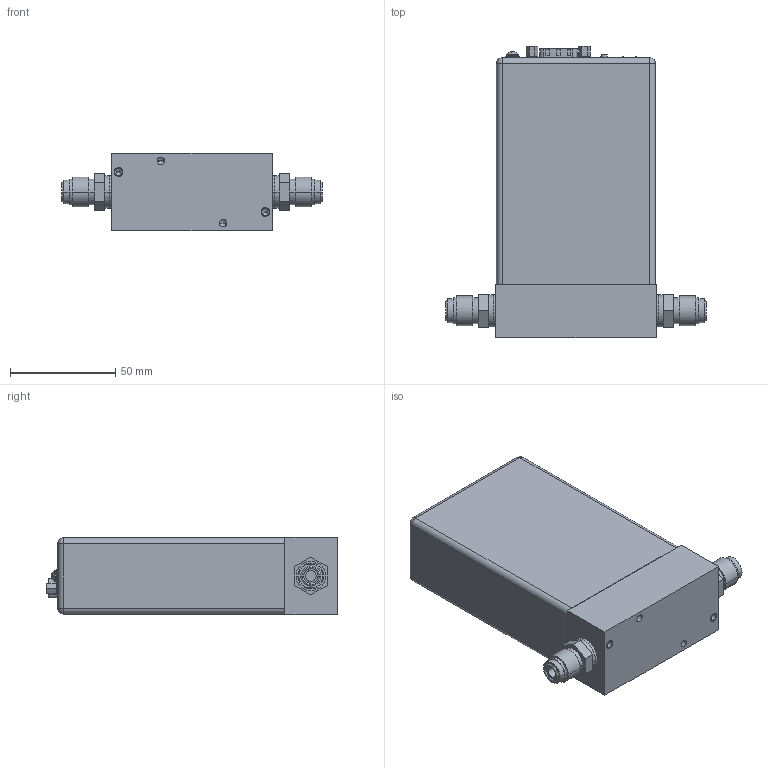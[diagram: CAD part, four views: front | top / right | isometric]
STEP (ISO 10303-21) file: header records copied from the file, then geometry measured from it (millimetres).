
FILE_DESCRIPTION((''),'2;1');
FILE_NAME('1043289_STP_ASM','2012-01-18T',('cockrofm'),('MKS Instruments, Inc.'),'PRO/ENGINEER BY PARAMETRIC TECHNOLOGY CORPORATION, 2009060','PRO/ENGINEER BY PARAMETRIC TECHNOLOGY CORPORATION, 2009060','');
FILE_SCHEMA(('CONFIG_CONTROL_DESIGN'));
Length unit declared in the file: inch
Products named in the file (20): 118281_FLOWBODY; 1041615_PWB; 110-8017_CONN-2POS-SINGLE; 1041767_LED; 110-0187-3-PIN-HEADER; 1041769_LED; 072-8550_MJTP1236E; 1038688_CONN_RJ45; 1036797; 1041616_MAIN_PWR-BD_ASM; 1042667-001_RS-485_ASM; 120566_BLOCK-BRCKT-MNT; 1041562_ENCLOSURE_SOLID-TOP; 185-7810_LCKWSHR; 116176_FERRULE; 116407-P1; 160-6418; 1016309-003; 1011702-002_4-40_PAN-HD-SEMS; 1043289_STP_ASM
Assembly tree (26 placements, depth 4):
  1043289_STP_ASM
    118281_FLOWBODY
    1042667-001_RS-485_ASM
      1041616_MAIN_PWR-BD_ASM
        1041615_PWB
        110-8017_CONN-2POS-SINGLE
        1041767_LED
        110-0187-3-PIN-HEADER
        1041769_LED
        072-8550_MJTP1236E
        1038688_CONN_RJ45
        1036797
    120566_BLOCK-BRCKT-MNT
    1041562_ENCLOSURE_SOLID-TOP
    185-7810_LCKWSHR  x2
    116176_FERRULE  x4
    116407-P1  x2
    160-6418  x2
    1016309-003  x2
    1011702-002_4-40_PAN-HD-SEMS
Bounding box: 123.95 x 138.35 x 36.83 mm (x, y, z)
Volume: 110931.6 mm3; surface area: 86296.5 mm2
Topology: 24 solids, 40 shells, 1132 faces, 2784 edges, 1766 vertices
Faces by surface type: plane 614, cylinder 322, cone 72, bspline 50, torus 36, extrusion 24, sphere 14
Entity records: 31217 total; most frequent: CARTESIAN_POINT 7357, DIRECTION 4924, ORIENTED_EDGE 4680, EDGE_CURVE 2410, VECTOR 1642, AXIS2_PLACEMENT_3D 1641, LINE 1618, VERTEX_POINT 1564
